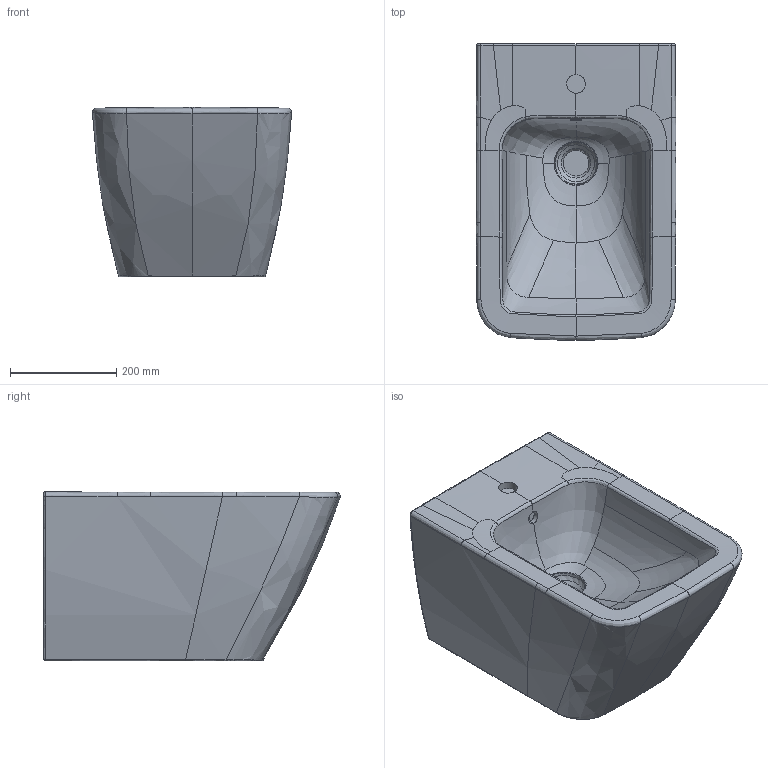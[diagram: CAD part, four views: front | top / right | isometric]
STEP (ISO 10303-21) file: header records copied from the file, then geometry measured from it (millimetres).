
FILE_DESCRIPTION(/* description */ (''),/* implementation_level */ '2;1');
FILE_NAME(/* name */ '446500_WBD_Sydney.stp',/* time_stamp */ '2019-02-21T12:51:51+01:00',/* author */ (''),/* organization */ (''),/* preprocessor_version */ 'ST-DEVELOPER v16',/* originating_system */ 'SIEMENS PLM Software NX 10.0',/* authorisation */ '');
FILE_SCHEMA (('AUTOMOTIVE_DESIGN { 1 0 10303 214 3 1 1 1 }'));
Length unit declared in the file: millimetre
Products named in the file (1): rupp1CE85C959hxv
Bounding box: 376.26 x 559.12 x 319.64 mm (x, y, z)
Volume: 43139847.5 mm3; surface area: 918490.7 mm2
Topology: 1 solids, 1 shells, 103 faces, 244 edges, 141 vertices
Faces by surface type: bspline 90, cylinder 4, plane 3, revolution 2, cone 2, sphere 2
Full cylindrical faces by diameter (mm): 35 x1, 48.417 x1
Entity records: 14077 total; most frequent: CARTESIAN_POINT 12511, ORIENTED_EDGE 466, EDGE_CURVE 233, B_SPLINE_CURVE_WITH_KNOTS 186, VERTEX_POINT 138, EDGE_LOOP 109, ADVANCED_FACE 103, FACE_OUTER_BOUND 97
